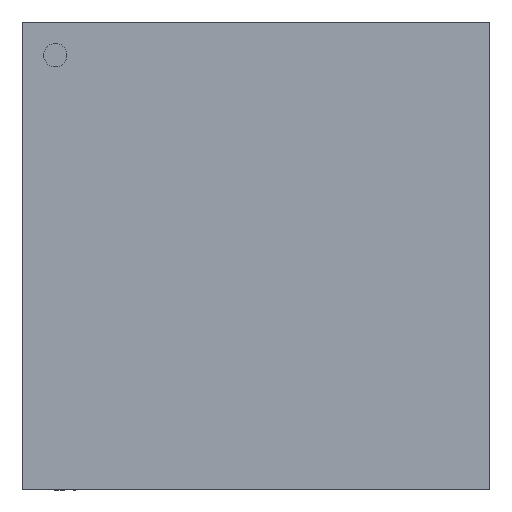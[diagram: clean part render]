
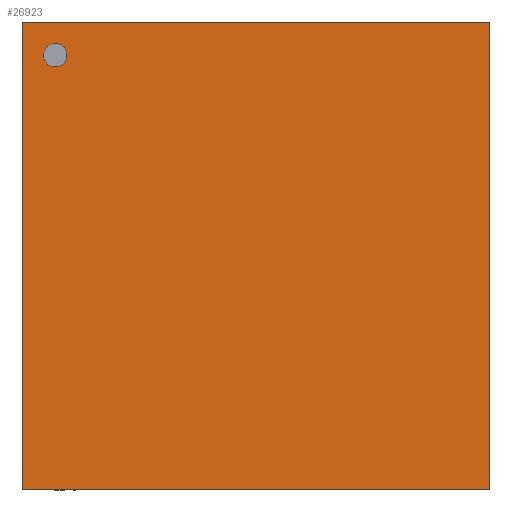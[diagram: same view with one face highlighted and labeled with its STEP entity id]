
A CAD part, top view. The second image highlights one B-rep face of the part: STEP entity #26923.
In plain terms, the highlighted planar face has unit normal (0, 0, 1).
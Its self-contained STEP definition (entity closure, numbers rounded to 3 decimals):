
#492 = LINE ( 'NONE', #17596, #8989 ) ;
#792 = CARTESIAN_POINT ( 'NONE',  ( -5., -5., 0.75 ) ) ;
#1666 = VECTOR ( 'NONE', #36208, 1000. ) ;
#1982 = VECTOR ( 'NONE', #3011, 1000. ) ;
#2163 = EDGE_CURVE ( 'NONE', #16129, #15275, #28294, .T. ) ;
#2786 = CARTESIAN_POINT ( 'NONE',  ( -5., 5., 0.75 ) ) ;
#2897 = CARTESIAN_POINT ( 'NONE',  ( -4.042, 4.293, 0.75 ) ) ;
#3011 = DIRECTION ( 'NONE',  ( 1., 0., 0. ) ) ;
#4546 = CIRCLE ( 'NONE', #36339, 0.25 ) ;
#5572 = ORIENTED_EDGE ( 'NONE', *, *, #21637, .T. ) ;
#5870 = DIRECTION ( 'NONE',  ( 1., 0., 0. ) ) ;
#6055 = CARTESIAN_POINT ( 'NONE',  ( -4.542, 4.293, 0.75 ) ) ;
#7181 = EDGE_LOOP ( 'NONE', ( #7948, #26470 ) ) ;
#7834 = CIRCLE ( 'NONE', #23074, 0.25 ) ;
#7948 = ORIENTED_EDGE ( 'NONE', *, *, #30817, .F. ) ;
#8831 = DIRECTION ( 'NONE',  ( 0., 0., 1. ) ) ;
#8989 = VECTOR ( 'NONE', #34818, 1000. ) ;
#9086 = ORIENTED_EDGE ( 'NONE', *, *, #10179, .T. ) ;
#10004 = FACE_BOUND ( 'NONE', #7181, .T. ) ;
#10179 = EDGE_CURVE ( 'NONE', #15745, #20267, #492, .T. ) ;
#11084 = CARTESIAN_POINT ( 'NONE',  ( 5., -5., 0.75 ) ) ;
#11583 = CARTESIAN_POINT ( 'NONE',  ( -4.292, 4.293, 0.75 ) ) ;
#12215 = DIRECTION ( 'NONE',  ( 1., 0., 0. ) ) ;
#12477 = VECTOR ( 'NONE', #26513, 1000. ) ;
#12760 = CARTESIAN_POINT ( 'NONE',  ( 0., 0., 0.75 ) ) ;
#15275 = VERTEX_POINT ( 'NONE', #30268 ) ;
#15727 = ORIENTED_EDGE ( 'NONE', *, *, #2163, .T. ) ;
#15745 = VERTEX_POINT ( 'NONE', #19808 ) ;
#16129 = VERTEX_POINT ( 'NONE', #25081 ) ;
#17115 = EDGE_CURVE ( 'NONE', #25315, #35949, #4546, .T. ) ;
#17596 = CARTESIAN_POINT ( 'NONE',  ( -5., 5., 0.75 ) ) ;
#17893 = DIRECTION ( 'NONE',  ( 0., 0., 1. ) ) ;
#18017 = CARTESIAN_POINT ( 'NONE',  ( -5., -5., 0.75 ) ) ;
#19808 = CARTESIAN_POINT ( 'NONE',  ( 5., 5., 0.75 ) ) ;
#20267 = VERTEX_POINT ( 'NONE', #2786 ) ;
#21637 = EDGE_CURVE ( 'NONE', #20267, #16129, #25787, .T. ) ;
#22886 = EDGE_LOOP ( 'NONE', ( #9086, #5572, #15727, #24032 ) ) ;
#23074 = AXIS2_PLACEMENT_3D ( 'NONE', #11583, #8831, #5870 ) ;
#23238 = DIRECTION ( 'NONE',  ( 0., 0., 1. ) ) ;
#23597 = DIRECTION ( 'NONE',  ( 0., 1., 0. ) ) ;
#24032 = ORIENTED_EDGE ( 'NONE', *, *, #24989, .T. ) ;
#24039 = AXIS2_PLACEMENT_3D ( 'NONE', #12760, #17893, #23597 ) ;
#24156 = PLANE ( 'NONE',  #24039 ) ;
#24989 = EDGE_CURVE ( 'NONE', #15275, #15745, #27526, .T. ) ;
#25081 = CARTESIAN_POINT ( 'NONE',  ( -5., -5., 0.75 ) ) ;
#25315 = VERTEX_POINT ( 'NONE', #6055 ) ;
#25787 = LINE ( 'NONE', #18017, #12477 ) ;
#26216 = CARTESIAN_POINT ( 'NONE',  ( -4.292, 4.293, 0.75 ) ) ;
#26470 = ORIENTED_EDGE ( 'NONE', *, *, #17115, .F. ) ;
#26513 = DIRECTION ( 'NONE',  ( 0., -1., 0. ) ) ;
#26923 = ADVANCED_FACE ( 'NONE', ( #10004, #32550 ), #24156, .T. ) ;
#27526 = LINE ( 'NONE', #11084, #1666 ) ;
#28294 = LINE ( 'NONE', #792, #1982 ) ;
#30268 = CARTESIAN_POINT ( 'NONE',  ( 5., -5., 0.75 ) ) ;
#30817 = EDGE_CURVE ( 'NONE', #35949, #25315, #7834, .T. ) ;
#32550 = FACE_OUTER_BOUND ( 'NONE', #22886, .T. ) ;
#34818 = DIRECTION ( 'NONE',  ( -1., 0., 0. ) ) ;
#35949 = VERTEX_POINT ( 'NONE', #2897 ) ;
#36208 = DIRECTION ( 'NONE',  ( 0., 1., 0. ) ) ;
#36339 = AXIS2_PLACEMENT_3D ( 'NONE', #26216, #23238, #12215 ) ;
